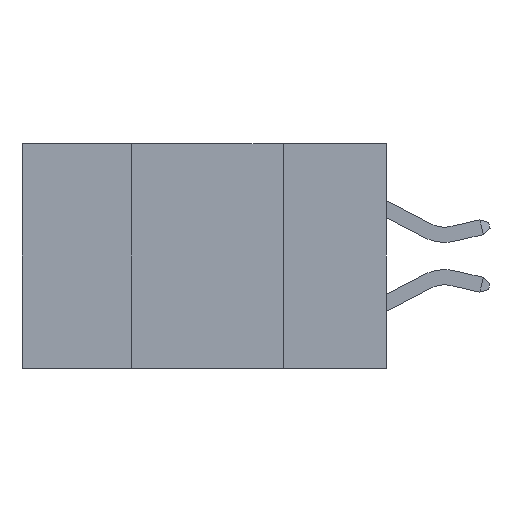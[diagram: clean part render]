
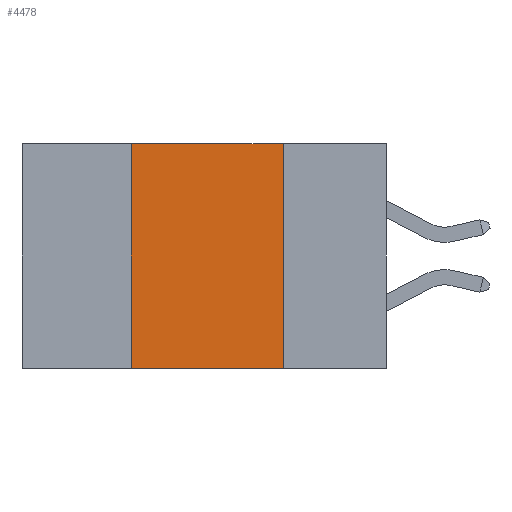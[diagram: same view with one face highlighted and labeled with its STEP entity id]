
A CAD part, left-side view. The second image highlights one B-rep face of the part: STEP entity #4478.
In plain terms, the highlighted planar face has unit normal (-1, 0, 0).
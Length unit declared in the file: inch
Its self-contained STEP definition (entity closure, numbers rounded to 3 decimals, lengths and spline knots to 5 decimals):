
#900 = AXIS2_PLACEMENT_3D ( 'NONE', #5680, #12756, #5453 ) ;
#1139 = EDGE_CURVE ( 'NONE', #14277, #5104, #5484, .T. ) ;
#1389 = ORIENTED_EDGE ( 'NONE', *, *, #1139, .F. ) ;
#1948 = EDGE_LOOP ( 'NONE', ( #1389, #13863, #14219, #3565 ) ) ;
#2251 = EDGE_CURVE ( 'NONE', #9601, #14277, #13598, .T. ) ;
#2329 = LINE ( 'NONE', #6081, #6147 ) ;
#2416 = CARTESIAN_POINT ( 'NONE',  ( 0., 0.42, -0.37 ) ) ;
#2501 = VECTOR ( 'NONE', #6736, 39.37008 ) ;
#3347 = EDGE_CURVE ( 'NONE', #11729, #5104, #2329, .T. ) ;
#3565 = ORIENTED_EDGE ( 'NONE', *, *, #3347, .T. ) ;
#4478 = ADVANCED_FACE ( 'NONE', ( #12153 ), #12007, .F. ) ;
#4563 = VECTOR ( 'NONE', #10186, 39.37008 ) ;
#5073 = CARTESIAN_POINT ( 'NONE',  ( 0., 0.17, 0. ) ) ;
#5104 = VERTEX_POINT ( 'NONE', #11154 ) ;
#5407 = DIRECTION ( 'NONE',  ( 0., -1., 0. ) ) ;
#5453 = DIRECTION ( 'NONE',  ( 0., 0., -1. ) ) ;
#5484 = LINE ( 'NONE', #5073, #11210 ) ;
#5680 = CARTESIAN_POINT ( 'NONE',  ( 0., 0.6, 0. ) ) ;
#6081 = CARTESIAN_POINT ( 'NONE',  ( 0., 0.6, -0.37 ) ) ;
#6084 = DIRECTION ( 'NONE',  ( 0., 0., -1. ) ) ;
#6147 = VECTOR ( 'NONE', #5407, 39.37008 ) ;
#6736 = DIRECTION ( 'NONE',  ( 0., 0., 1. ) ) ;
#8282 = LINE ( 'NONE', #13519, #2501 ) ;
#9205 = EDGE_CURVE ( 'NONE', #11729, #9601, #8282, .T. ) ;
#9601 = VERTEX_POINT ( 'NONE', #9616 ) ;
#9616 = CARTESIAN_POINT ( 'NONE',  ( 0., 0.42, 0. ) ) ;
#10186 = DIRECTION ( 'NONE',  ( 0., -1., 0. ) ) ;
#11154 = CARTESIAN_POINT ( 'NONE',  ( 0., 0.17, -0.37 ) ) ;
#11210 = VECTOR ( 'NONE', #6084, 39.37008 ) ;
#11729 = VERTEX_POINT ( 'NONE', #2416 ) ;
#12007 = PLANE ( 'NONE',  #900 ) ;
#12153 = FACE_OUTER_BOUND ( 'NONE', #1948, .T. ) ;
#12756 = DIRECTION ( 'NONE',  ( 1., 0., 0. ) ) ;
#12786 = CARTESIAN_POINT ( 'NONE',  ( 0., 0.17, 0. ) ) ;
#13519 = CARTESIAN_POINT ( 'NONE',  ( 0., 0.42, 0. ) ) ;
#13598 = LINE ( 'NONE', #14305, #4563 ) ;
#13863 = ORIENTED_EDGE ( 'NONE', *, *, #2251, .F. ) ;
#14219 = ORIENTED_EDGE ( 'NONE', *, *, #9205, .F. ) ;
#14277 = VERTEX_POINT ( 'NONE', #12786 ) ;
#14305 = CARTESIAN_POINT ( 'NONE',  ( 0., 0.6, 0. ) ) ;
